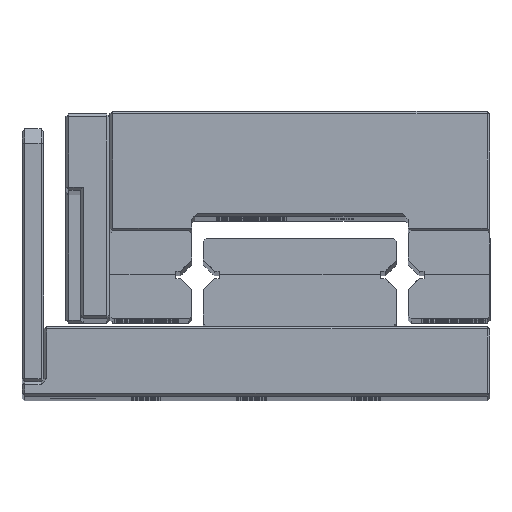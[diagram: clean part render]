
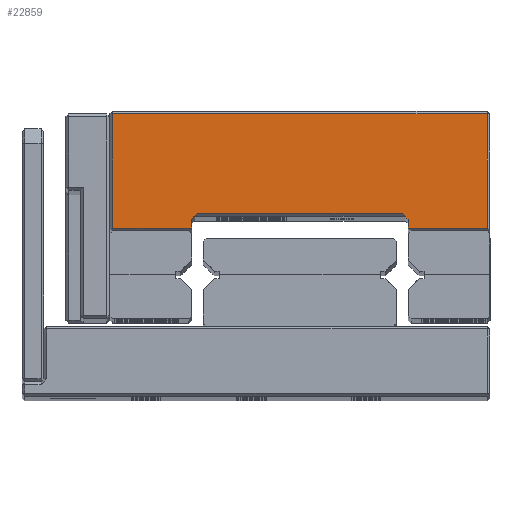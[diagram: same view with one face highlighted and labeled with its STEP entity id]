
A CAD part, top view. The second image highlights one B-rep face of the part: STEP entity #22859.
In plain terms, the highlighted face is planar.
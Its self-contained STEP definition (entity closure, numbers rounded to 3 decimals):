
#785 = VECTOR ( 'NONE', #28474, 1000. ) ;
#1094 = ORIENTED_EDGE ( 'NONE', *, *, #36575, .T. ) ;
#1963 = VECTOR ( 'NONE', #2111, 1000. ) ;
#2023 = VECTOR ( 'NONE', #19290, 1000. ) ;
#2111 = DIRECTION ( 'NONE',  ( 0., 1., 0. ) ) ;
#2320 = LINE ( 'NONE', #12019, #26741 ) ;
#2593 = CARTESIAN_POINT ( 'NONE',  ( 92.5, 7.8, -7.4 ) ) ;
#2923 = DIRECTION ( 'NONE',  ( 0., 0., 1. ) ) ;
#3180 = CARTESIAN_POINT ( 'NONE',  ( 92.5, 7.8, 12.8 ) ) ;
#3518 = DIRECTION ( 'NONE',  ( 0., 0., 1. ) ) ;
#4744 = ORIENTED_EDGE ( 'NONE', *, *, #24166, .T. ) ;
#6661 = ORIENTED_EDGE ( 'NONE', *, *, #7964, .T. ) ;
#6750 = VECTOR ( 'NONE', #28636, 1000. ) ;
#6982 = ORIENTED_EDGE ( 'NONE', *, *, #19316, .T. ) ;
#7391 = CARTESIAN_POINT ( 'NONE',  ( 92.5, 7., -7.4 ) ) ;
#7964 = EDGE_CURVE ( 'NONE', #39087, #24770, #2320, .T. ) ;
#9052 = CARTESIAN_POINT ( 'NONE',  ( 92.5, 7.2, -7.4 ) ) ;
#9147 = LINE ( 'NONE', #31149, #38154 ) ;
#9389 = ORIENTED_EDGE ( 'NONE', *, *, #20795, .T. ) ;
#10250 = LINE ( 'NONE', #34955, #2023 ) ;
#10252 = CARTESIAN_POINT ( 'NONE',  ( 92.5, 7.8, -12.8 ) ) ;
#10591 = DIRECTION ( 'NONE',  ( 0., 0.707, 0.707 ) ) ;
#10628 = ORIENTED_EDGE ( 'NONE', *, *, #36872, .T. ) ;
#10638 = CARTESIAN_POINT ( 'NONE',  ( 92.5, 7.8, 7.4 ) ) ;
#11013 = VERTEX_POINT ( 'NONE', #19628 ) ;
#11312 = VECTOR ( 'NONE', #33775, 1000. ) ;
#11412 = CARTESIAN_POINT ( 'NONE',  ( 92.5, 8., -12.8 ) ) ;
#11997 = ORIENTED_EDGE ( 'NONE', *, *, #36444, .T. ) ;
#12019 = CARTESIAN_POINT ( 'NONE',  ( 92.5, 7., 7.4 ) ) ;
#12083 = CARTESIAN_POINT ( 'NONE',  ( 92.5, 7.2, 7.4 ) ) ;
#12532 = CARTESIAN_POINT ( 'NONE',  ( 92.5, 10.4, -10.6 ) ) ;
#14029 = VERTEX_POINT ( 'NONE', #10252 ) ;
#15604 = LINE ( 'NONE', #16759, #25622 ) ;
#15755 = VERTEX_POINT ( 'NONE', #2593 ) ;
#16759 = CARTESIAN_POINT ( 'NONE',  ( 92.5, -2.6, -2.4 ) ) ;
#17507 = CARTESIAN_POINT ( 'NONE',  ( 92.5, 0., -13. ) ) ;
#18951 = LINE ( 'NONE', #22449, #6750 ) ;
#18976 = DIRECTION ( 'NONE',  ( -1., 0., 0. ) ) ;
#19290 = DIRECTION ( 'NONE',  ( 0., 0., 1. ) ) ;
#19316 = EDGE_CURVE ( 'NONE', #14029, #15755, #10250, .T. ) ;
#19529 = VERTEX_POINT ( 'NONE', #3180 ) ;
#19628 = CARTESIAN_POINT ( 'NONE',  ( 92.5, 6.8, -7. ) ) ;
#20324 = EDGE_CURVE ( 'NONE', #19529, #21788, #22500, .T. ) ;
#20795 = EDGE_CURVE ( 'NONE', #11013, #28917, #18951, .T. ) ;
#20919 = EDGE_CURVE ( 'NONE', #37633, #15755, #35612, .T. ) ;
#21011 = ORIENTED_EDGE ( 'NONE', *, *, #34708, .T. ) ;
#21236 = ORIENTED_EDGE ( 'NONE', *, *, #20324, .T. ) ;
#21668 = VECTOR ( 'NONE', #22951, 1000. ) ;
#21788 = VERTEX_POINT ( 'NONE', #26502 ) ;
#21956 = CARTESIAN_POINT ( 'NONE',  ( 92.5, 6.8, 7. ) ) ;
#22353 = VERTEX_POINT ( 'NONE', #33468 ) ;
#22449 = CARTESIAN_POINT ( 'NONE',  ( 92.5, 6.8, -13. ) ) ;
#22500 = LINE ( 'NONE', #23096, #785 ) ;
#22859 = ADVANCED_FACE ( 'NONE', ( #37947 ), #30925, .F. ) ;
#22951 = DIRECTION ( 'NONE',  ( 0., -0.707, 0.707 ) ) ;
#22991 = ORIENTED_EDGE ( 'NONE', *, *, #20919, .F. ) ;
#23096 = CARTESIAN_POINT ( 'NONE',  ( 92.5, 8., 12.8 ) ) ;
#24166 = EDGE_CURVE ( 'NONE', #21788, #22353, #39973, .T. ) ;
#24770 = VERTEX_POINT ( 'NONE', #10638 ) ;
#24782 = DIRECTION ( 'NONE',  ( 0., 1., 0. ) ) ;
#25622 = VECTOR ( 'NONE', #10591, 1000. ) ;
#26451 = VECTOR ( 'NONE', #39126, 1000. ) ;
#26502 = CARTESIAN_POINT ( 'NONE',  ( 92.5, 0., 12.8 ) ) ;
#26741 = VECTOR ( 'NONE', #24782, 1000. ) ;
#26852 = LINE ( 'NONE', #11412, #1963 ) ;
#28474 = DIRECTION ( 'NONE',  ( 0., -1., 0. ) ) ;
#28576 = LINE ( 'NONE', #12532, #21668 ) ;
#28636 = DIRECTION ( 'NONE',  ( 0., 0., 1. ) ) ;
#28917 = VERTEX_POINT ( 'NONE', #21956 ) ;
#30925 = PLANE ( 'NONE',  #33163 ) ;
#31149 = CARTESIAN_POINT ( 'NONE',  ( 92.5, 7.8, -13. ) ) ;
#33163 = AXIS2_PLACEMENT_3D ( 'NONE', #35037, #18976, #3518 ) ;
#33468 = CARTESIAN_POINT ( 'NONE',  ( 92.5, 0., -12.8 ) ) ;
#33775 = DIRECTION ( 'NONE',  ( 0., 0., -1. ) ) ;
#34708 = EDGE_CURVE ( 'NONE', #22353, #14029, #26852, .T. ) ;
#34955 = CARTESIAN_POINT ( 'NONE',  ( 92.5, 7.8, -13. ) ) ;
#35037 = CARTESIAN_POINT ( 'NONE',  ( 92.5, 8., -13. ) ) ;
#35096 = EDGE_LOOP ( 'NONE', ( #11997, #9389, #1094, #6661, #10628, #21236, #4744, #21011, #6982, #22991 ) ) ;
#35612 = LINE ( 'NONE', #7391, #26451 ) ;
#36444 = EDGE_CURVE ( 'NONE', #37633, #11013, #28576, .T. ) ;
#36575 = EDGE_CURVE ( 'NONE', #28917, #39087, #15604, .T. ) ;
#36872 = EDGE_CURVE ( 'NONE', #24770, #19529, #9147, .T. ) ;
#37633 = VERTEX_POINT ( 'NONE', #9052 ) ;
#37947 = FACE_OUTER_BOUND ( 'NONE', #35096, .T. ) ;
#38154 = VECTOR ( 'NONE', #2923, 1000. ) ;
#39087 = VERTEX_POINT ( 'NONE', #12083 ) ;
#39126 = DIRECTION ( 'NONE',  ( 0., 1., 0. ) ) ;
#39973 = LINE ( 'NONE', #17507, #11312 ) ;
